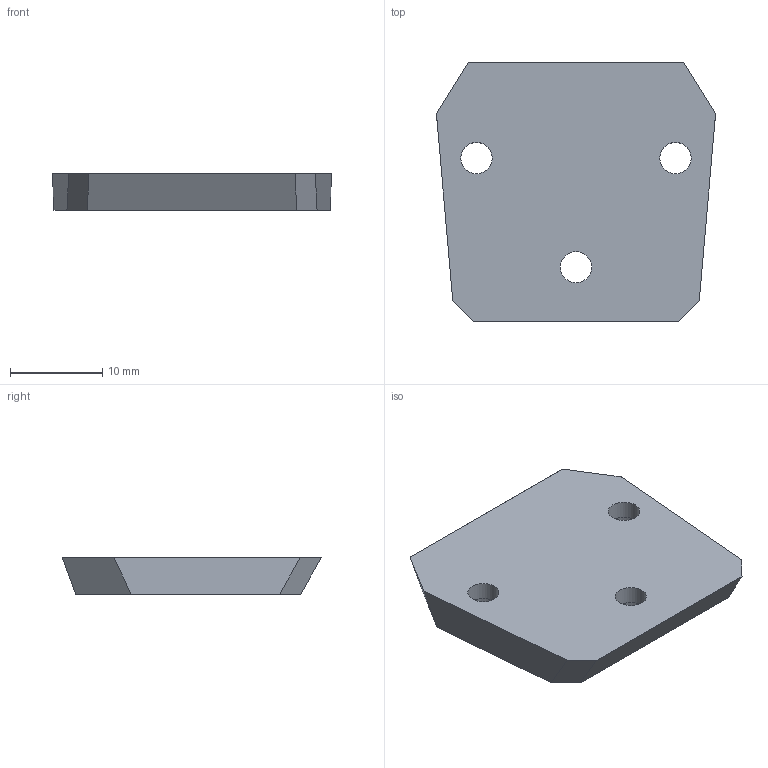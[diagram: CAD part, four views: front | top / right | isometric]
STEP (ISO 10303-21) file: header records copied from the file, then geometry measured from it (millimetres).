
FILE_DESCRIPTION(/* description */ (''),/* implementation_level */ '2;1');
FILE_NAME(/* name */ 'Z_Bed_Rear_Mount_Bottom_x1.step',/* time_stamp */ '2025-12-31T11:14:32-05:00',/* author */ (''),/* organization */ (''),/* preprocessor_version */ 'ST-DEVELOPER v20.1',/* originating_system */ 'Autodesk Translation Framework v14.21.0.0',/* authorisation */ '');
FILE_SCHEMA (('AUTOMOTIVE_DESIGN { 1 0 10303 214 3 1 1 }'));
Length unit declared in the file: millimetre
Products named in the file (1): Z_Rear
Bounding box: 30.31 x 28.1 x 4 mm (x, y, z)
Volume: 2692.7 mm3; surface area: 2011.3 mm2
Topology: 1 solids, 1 shells, 20 faces, 45 edges, 30 vertices
Faces by surface type: plane 14, cylinder 6
Full cylindrical faces by diameter (mm): 3.4 x3, 6 x3
Entity records: 609 total; most frequent: DIRECTION 99, CARTESIAN_POINT 96, ORIENTED_EDGE 90, EDGE_CURVE 45, LINE 33, VECTOR 33, AXIS2_PLACEMENT_3D 33, VERTEX_POINT 30
